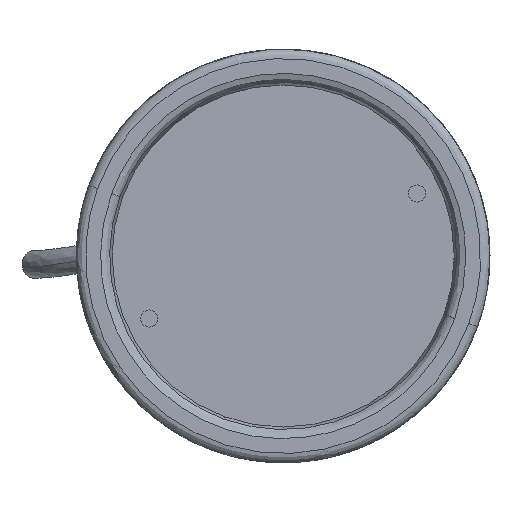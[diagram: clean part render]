
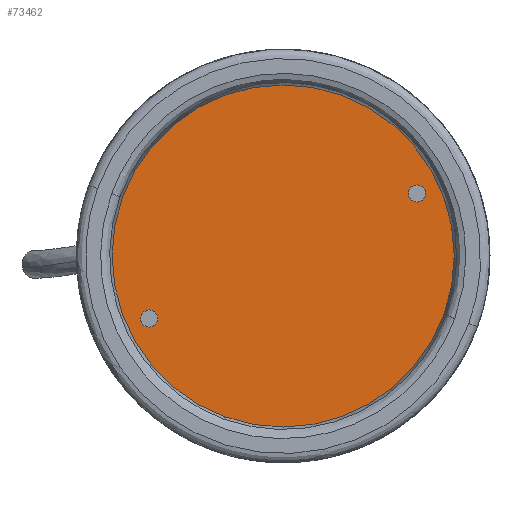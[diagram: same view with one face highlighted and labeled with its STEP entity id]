
A CAD part, front view. The second image highlights one B-rep face of the part: STEP entity #73462.
In plain terms, the highlighted planar face has unit normal (0, -1, 0).
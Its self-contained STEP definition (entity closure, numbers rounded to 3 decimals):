
#473 = AXIS2_PLACEMENT_3D ( 'NONE', #59430, #42015, #70927 ) ;
#2053 = DIRECTION ( 'NONE',  ( 0., -1., 0. ) ) ;
#2145 = CIRCLE ( 'NONE', #14734, 55. ) ;
#2248 = CARTESIAN_POINT ( 'NONE',  ( 33.588, 5.2, 33.588 ) ) ;
#4044 = EDGE_LOOP ( 'NONE', ( #45440, #19341 ) ) ;
#8946 = DIRECTION ( 'NONE',  ( 0., -1., 0. ) ) ;
#9705 = CARTESIAN_POINT ( 'NONE',  ( 0., 5.2, 55. ) ) ;
#10632 = AXIS2_PLACEMENT_3D ( 'NONE', #71906, #17700, #37473 ) ;
#10683 = CARTESIAN_POINT ( 'NONE',  ( 33.588, 5.2, 33.588 ) ) ;
#14734 = AXIS2_PLACEMENT_3D ( 'NONE', #72594, #42517, #55561 ) ;
#15154 = CARTESIAN_POINT ( 'NONE',  ( 30.838, 5.2, 33.588 ) ) ;
#16115 = VERTEX_POINT ( 'NONE', #15154 ) ;
#17700 = DIRECTION ( 'NONE',  ( 0., -1., 0. ) ) ;
#19244 = FACE_OUTER_BOUND ( 'NONE', #30147, .T. ) ;
#19341 = ORIENTED_EDGE ( 'NONE', *, *, #78035, .F. ) ;
#20036 = PLANE ( 'NONE',  #25737 ) ;
#20698 = CIRCLE ( 'NONE', #473, 55. ) ;
#22376 = EDGE_CURVE ( 'NONE', #45306, #16115, #75153, .T. ) ;
#24520 = CARTESIAN_POINT ( 'NONE',  ( -30.838, 5.2, -33.588 ) ) ;
#25737 = AXIS2_PLACEMENT_3D ( 'NONE', #69086, #56812, #44155 ) ;
#27190 = AXIS2_PLACEMENT_3D ( 'NONE', #2248, #8946, #68318 ) ;
#27427 = EDGE_LOOP ( 'NONE', ( #75823, #35806 ) ) ;
#27789 = CARTESIAN_POINT ( 'NONE',  ( -36.338, 5.2, -33.588 ) ) ;
#29270 = DIRECTION ( 'NONE',  ( 0., -1., 0. ) ) ;
#30147 = EDGE_LOOP ( 'NONE', ( #43450, #51568 ) ) ;
#31915 = FACE_BOUND ( 'NONE', #27427, .T. ) ;
#34818 = DIRECTION ( 'NONE',  ( 1., 0., 0. ) ) ;
#35806 = ORIENTED_EDGE ( 'NONE', *, *, #43427, .F. ) ;
#37054 = FACE_BOUND ( 'NONE', #4044, .T. ) ;
#37119 = CIRCLE ( 'NONE', #10632, 2.75 ) ;
#37473 = DIRECTION ( 'NONE',  ( 1., 0., 0. ) ) ;
#38344 = EDGE_CURVE ( 'NONE', #43822, #75336, #37119, .T. ) ;
#40731 = CARTESIAN_POINT ( 'NONE',  ( 36.338, 5.2, 33.588 ) ) ;
#42015 = DIRECTION ( 'NONE',  ( 0., -1., 0. ) ) ;
#42517 = DIRECTION ( 'NONE',  ( 0., -1., 0. ) ) ;
#43427 = EDGE_CURVE ( 'NONE', #75336, #43822, #72704, .T. ) ;
#43450 = ORIENTED_EDGE ( 'NONE', *, *, #53051, .T. ) ;
#43822 = VERTEX_POINT ( 'NONE', #24520 ) ;
#44155 = DIRECTION ( 'NONE',  ( 0., 0., 1. ) ) ;
#45306 = VERTEX_POINT ( 'NONE', #40731 ) ;
#45440 = ORIENTED_EDGE ( 'NONE', *, *, #22376, .F. ) ;
#48667 = AXIS2_PLACEMENT_3D ( 'NONE', #56250, #2053, #74845 ) ;
#51568 = ORIENTED_EDGE ( 'NONE', *, *, #73647, .T. ) ;
#53051 = EDGE_CURVE ( 'NONE', #58840, #62480, #2145, .T. ) ;
#55561 = DIRECTION ( 'NONE',  ( 0., 0., -1. ) ) ;
#56250 = CARTESIAN_POINT ( 'NONE',  ( -33.588, 5.2, -33.588 ) ) ;
#56812 = DIRECTION ( 'NONE',  ( 0., 1., 0. ) ) ;
#58840 = VERTEX_POINT ( 'NONE', #75653 ) ;
#59430 = CARTESIAN_POINT ( 'NONE',  ( 0., 5.2, 0. ) ) ;
#62480 = VERTEX_POINT ( 'NONE', #9705 ) ;
#66299 = CIRCLE ( 'NONE', #27190, 2.75 ) ;
#68318 = DIRECTION ( 'NONE',  ( 1., 0., 0. ) ) ;
#69086 = CARTESIAN_POINT ( 'NONE',  ( -110., 5.2, -110. ) ) ;
#70927 = DIRECTION ( 'NONE',  ( 0., 0., -1. ) ) ;
#71906 = CARTESIAN_POINT ( 'NONE',  ( -33.588, 5.2, -33.588 ) ) ;
#72594 = CARTESIAN_POINT ( 'NONE',  ( 0., 5.2, 0. ) ) ;
#72704 = CIRCLE ( 'NONE', #48667, 2.75 ) ;
#73462 = ADVANCED_FACE ( 'NONE', ( #37054, #31915, #19244 ), #20036, .F. ) ;
#73647 = EDGE_CURVE ( 'NONE', #62480, #58840, #20698, .T. ) ;
#73847 = AXIS2_PLACEMENT_3D ( 'NONE', #10683, #29270, #34818 ) ;
#74845 = DIRECTION ( 'NONE',  ( 1., 0., 0. ) ) ;
#75153 = CIRCLE ( 'NONE', #73847, 2.75 ) ;
#75336 = VERTEX_POINT ( 'NONE', #27789 ) ;
#75653 = CARTESIAN_POINT ( 'NONE',  ( 0., 5.2, -55. ) ) ;
#75823 = ORIENTED_EDGE ( 'NONE', *, *, #38344, .F. ) ;
#78035 = EDGE_CURVE ( 'NONE', #16115, #45306, #66299, .T. ) ;
